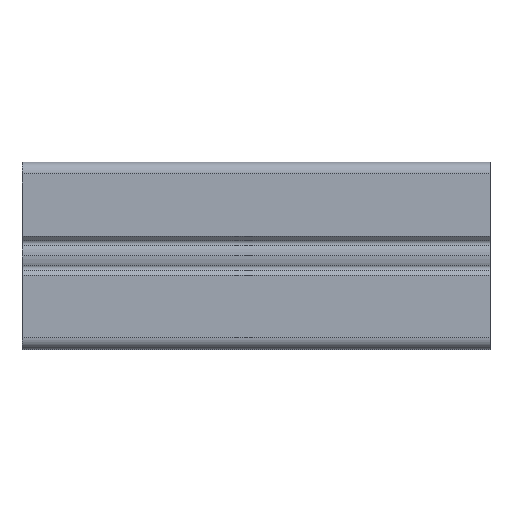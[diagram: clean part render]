
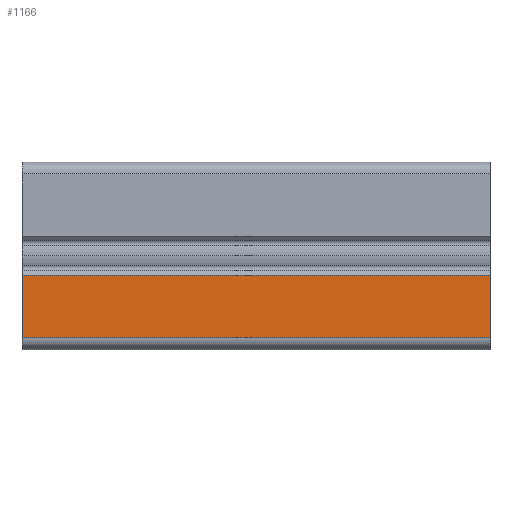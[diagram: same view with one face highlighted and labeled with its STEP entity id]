
A CAD part, top view. The second image highlights one B-rep face of the part: STEP entity #1166.
In plain terms, the highlighted planar face has unit normal (0, 0, 1).
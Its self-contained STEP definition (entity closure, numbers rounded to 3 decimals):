
#88 = ORIENTED_EDGE ( 'NONE', *, *, #3669, .T. ) ;
#89 = ORIENTED_EDGE ( 'NONE', *, *, #3670, .F. ) ;
#90 = ORIENTED_EDGE ( 'NONE', *, *, #3672, .F. ) ;
#91 = ORIENTED_EDGE ( 'NONE', *, *, #3668, .T. ) ;
#253 = CARTESIAN_POINT ( 'NONE',  ( 100., -17.5, 20. ) ) ;
#261 = FACE_OUTER_BOUND ( 'NONE', #2760, .T. ) ;
#262 = PLANE ( 'NONE',  #3550 ) ;
#264 = DIRECTION ( 'NONE',  ( 0., 0., -1. ) ) ;
#265 = DIRECTION ( 'NONE',  ( -1., 0., 0. ) ) ;
#913 = CARTESIAN_POINT ( 'NONE',  ( 100., -4.15, 20. ) ) ;
#953 = CARTESIAN_POINT ( 'NONE',  ( 100., -17.5, 20. ) ) ;
#957 = CARTESIAN_POINT ( 'NONE',  ( 0., -17.5, 20. ) ) ;
#959 = CARTESIAN_POINT ( 'NONE',  ( 0., -4.15, 20. ) ) ;
#1166 = ADVANCED_FACE ( 'NONE', ( #261 ), #262, .F. ) ;
#1705 = VERTEX_POINT ( 'NONE', #913 ) ;
#1745 = VERTEX_POINT ( 'NONE', #953 ) ;
#1749 = VERTEX_POINT ( 'NONE', #957 ) ;
#1751 = VERTEX_POINT ( 'NONE', #959 ) ;
#1969 = VECTOR ( 'NONE', #4331, 1000. ) ;
#1971 = VECTOR ( 'NONE', #4329, 1000. ) ;
#1973 = VECTOR ( 'NONE', #4335, 1000. ) ;
#1974 = VECTOR ( 'NONE', #4340, 1000. ) ;
#2760 = EDGE_LOOP ( 'NONE', ( #88, #89, #90, #91 ) ) ;
#3550 = AXIS2_PLACEMENT_3D ( 'NONE', #253, #264, #265 ) ;
#3668 = EDGE_CURVE ( 'NONE', #1705, #1751, #4326, .T. ) ;
#3669 = EDGE_CURVE ( 'NONE', #1751, #1749, #4313, .T. ) ;
#3670 = EDGE_CURVE ( 'NONE', #1745, #1749, #4332, .T. ) ;
#3672 = EDGE_CURVE ( 'NONE', #1705, #1745, #4338, .T. ) ;
#4313 = LINE ( 'NONE', #4330, #1969 ) ;
#4326 = LINE ( 'NONE', #4328, #1971 ) ;
#4328 = CARTESIAN_POINT ( 'NONE',  ( 100., -4.15, 20. ) ) ;
#4329 = DIRECTION ( 'NONE',  ( -1., 0., 0. ) ) ;
#4330 = CARTESIAN_POINT ( 'NONE',  ( 0., -17.5, 20. ) ) ;
#4331 = DIRECTION ( 'NONE',  ( 0., -1., 0. ) ) ;
#4332 = LINE ( 'NONE', #4334, #1973 ) ;
#4334 = CARTESIAN_POINT ( 'NONE',  ( 100., -17.5, 20. ) ) ;
#4335 = DIRECTION ( 'NONE',  ( -1., 0., 0. ) ) ;
#4338 = LINE ( 'NONE', #4339, #1974 ) ;
#4339 = CARTESIAN_POINT ( 'NONE',  ( 100., -17.5, 20. ) ) ;
#4340 = DIRECTION ( 'NONE',  ( 0., -1., 0. ) ) ;
